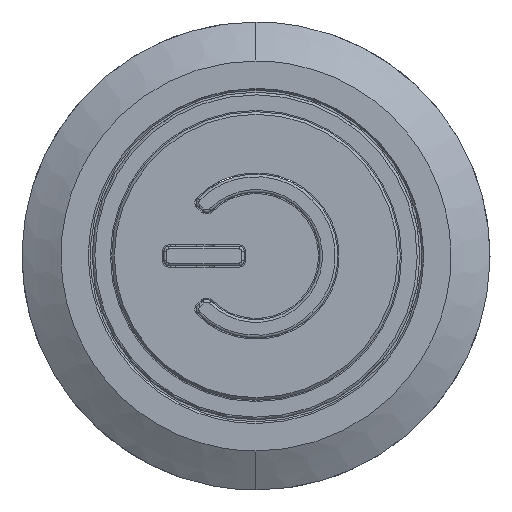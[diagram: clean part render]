
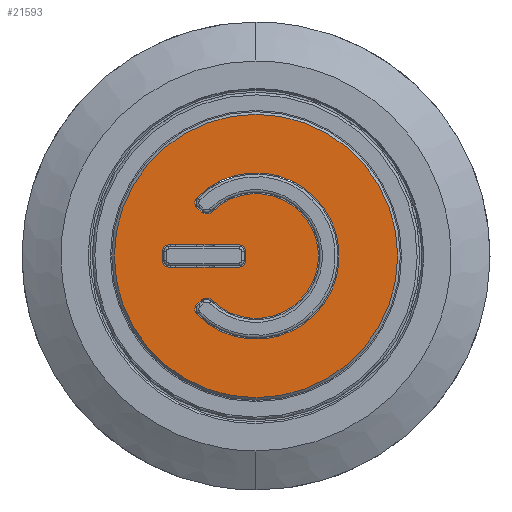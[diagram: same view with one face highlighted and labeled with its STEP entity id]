
A CAD part, left-side view. The second image highlights one B-rep face of the part: STEP entity #21593.
In plain terms, the highlighted planar face has unit normal (-1, 0, 0).
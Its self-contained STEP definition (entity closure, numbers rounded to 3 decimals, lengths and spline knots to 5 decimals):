
#385=FACE_BOUND('',#1914,.T.);
#386=FACE_BOUND('',#1915,.T.);
#483=CIRCLE('',#22806,0.21457);
#484=CIRCLE('',#22807,0.01181);
#485=CIRCLE('',#22808,0.12598);
#486=CIRCLE('',#22809,0.01181);
#487=CIRCLE('',#22810,0.01181);
#488=CIRCLE('',#22811,0.09449);
#489=CIRCLE('',#22812,0.01181);
#490=CIRCLE('',#22813,0.00984);
#491=CIRCLE('',#22814,0.00984);
#492=CIRCLE('',#22815,0.00984);
#493=CIRCLE('',#22816,0.00984);
#741=FACE_OUTER_BOUND('',#1913,.T.);
#1913=EDGE_LOOP('',(#14122));
#1914=EDGE_LOOP('',(#14123,#14124,#14125,#14126,#14127,#14128,#14129,#14130));
#1915=EDGE_LOOP('',(#14131,#14132,#14133,#14134,#14135,#14136,#14137,#14138));
#3143=LINE('',#28250,#5328);
#3144=LINE('',#28258,#5329);
#3145=LINE('',#28266,#5330);
#3146=LINE('',#28270,#5331);
#3147=LINE('',#28274,#5332);
#3148=LINE('',#28278,#5333);
#5328=VECTOR('',#23915,0.00791);
#5329=VECTOR('',#23922,0.00791);
#5330=VECTOR('',#23929,0.1063);
#5331=VECTOR('',#23932,0.01378);
#5332=VECTOR('',#23935,0.1063);
#5333=VECTOR('',#23938,0.01378);
#8491=VERTEX_POINT('',#28246);
#8492=VERTEX_POINT('',#28248);
#8493=VERTEX_POINT('',#28249);
#8494=VERTEX_POINT('',#28251);
#8495=VERTEX_POINT('',#28253);
#8496=VERTEX_POINT('',#28255);
#8497=VERTEX_POINT('',#28257);
#8498=VERTEX_POINT('',#28259);
#8499=VERTEX_POINT('',#28261);
#8500=VERTEX_POINT('',#28264);
#8501=VERTEX_POINT('',#28265);
#8502=VERTEX_POINT('',#28267);
#8503=VERTEX_POINT('',#28269);
#8504=VERTEX_POINT('',#28271);
#8505=VERTEX_POINT('',#28273);
#8506=VERTEX_POINT('',#28275);
#8507=VERTEX_POINT('',#28277);
#10714=EDGE_CURVE('',#8491,#8491,#483,.T.);
#10715=EDGE_CURVE('',#8492,#8493,#3143,.T.);
#10716=EDGE_CURVE('',#8494,#8492,#484,.T.);
#10717=EDGE_CURVE('',#8495,#8494,#485,.T.);
#10718=EDGE_CURVE('',#8496,#8495,#486,.T.);
#10719=EDGE_CURVE('',#8497,#8496,#3144,.T.);
#10720=EDGE_CURVE('',#8498,#8497,#487,.T.);
#10721=EDGE_CURVE('',#8498,#8499,#488,.T.);
#10722=EDGE_CURVE('',#8493,#8499,#489,.T.);
#10723=EDGE_CURVE('',#8500,#8501,#3145,.T.);
#10724=EDGE_CURVE('',#8502,#8500,#490,.T.);
#10725=EDGE_CURVE('',#8503,#8502,#3146,.T.);
#10726=EDGE_CURVE('',#8504,#8503,#491,.T.);
#10727=EDGE_CURVE('',#8505,#8504,#3147,.T.);
#10728=EDGE_CURVE('',#8506,#8505,#492,.T.);
#10729=EDGE_CURVE('',#8507,#8506,#3148,.T.);
#10730=EDGE_CURVE('',#8501,#8507,#493,.T.);
#14122=ORIENTED_EDGE('',*,*,#10714,.T.);
#14123=ORIENTED_EDGE('',*,*,#10715,.F.);
#14124=ORIENTED_EDGE('',*,*,#10716,.F.);
#14125=ORIENTED_EDGE('',*,*,#10717,.F.);
#14126=ORIENTED_EDGE('',*,*,#10718,.F.);
#14127=ORIENTED_EDGE('',*,*,#10719,.F.);
#14128=ORIENTED_EDGE('',*,*,#10720,.F.);
#14129=ORIENTED_EDGE('',*,*,#10721,.T.);
#14130=ORIENTED_EDGE('',*,*,#10722,.F.);
#14131=ORIENTED_EDGE('',*,*,#10723,.F.);
#14132=ORIENTED_EDGE('',*,*,#10724,.F.);
#14133=ORIENTED_EDGE('',*,*,#10725,.F.);
#14134=ORIENTED_EDGE('',*,*,#10726,.F.);
#14135=ORIENTED_EDGE('',*,*,#10727,.F.);
#14136=ORIENTED_EDGE('',*,*,#10728,.F.);
#14137=ORIENTED_EDGE('',*,*,#10729,.F.);
#14138=ORIENTED_EDGE('',*,*,#10730,.F.);
#20841=PLANE('',#22805);
#21593=ADVANCED_FACE('',(#741,#385,#386),#20841,.F.);
#22805=AXIS2_PLACEMENT_3D('',#28245,#23911,#23912);
#22806=AXIS2_PLACEMENT_3D('',#28247,#23913,#23914);
#22807=AXIS2_PLACEMENT_3D('',#28252,#23916,#23917);
#22808=AXIS2_PLACEMENT_3D('',#28254,#23918,#23919);
#22809=AXIS2_PLACEMENT_3D('',#28256,#23920,#23921);
#22810=AXIS2_PLACEMENT_3D('',#28260,#23923,#23924);
#22811=AXIS2_PLACEMENT_3D('',#28262,#23925,#23926);
#22812=AXIS2_PLACEMENT_3D('',#28263,#23927,#23928);
#22813=AXIS2_PLACEMENT_3D('',#28268,#23930,#23931);
#22814=AXIS2_PLACEMENT_3D('',#28272,#23933,#23934);
#22815=AXIS2_PLACEMENT_3D('',#28276,#23936,#23937);
#22816=AXIS2_PLACEMENT_3D('',#28279,#23939,#23940);
#23911=DIRECTION('center_axis',(1.,0.,0.));
#23912=DIRECTION('ref_axis',(0.,0.,
1.));
#23913=DIRECTION('center_axis',(-1.,0.,0.));
#23914=DIRECTION('ref_axis',(0.,0.,
-1.));
#23915=DIRECTION('',(0.,-0.766,-0.643));
#23916=DIRECTION('center_axis',(-1.,0.,0.));
#23917=DIRECTION('ref_axis',(0.,0.718,0.696));
#23918=DIRECTION('center_axis',(-1.,0.,0.));
#23919=DIRECTION('ref_axis',(0.,0.709,-0.705));
#23920=DIRECTION('center_axis',(-1.,0.,0.));
#23921=DIRECTION('ref_axis',(0.,0.643,0.766));
#23922=DIRECTION('',(0.,0.766,-0.643));
#23923=DIRECTION('center_axis',(-1.,0.,0.));
#23924=DIRECTION('ref_axis',(0.,-0.703,0.711));
#23925=DIRECTION('center_axis',(-1.,0.,0.));
#23926=DIRECTION('ref_axis',(0.,0.703,-0.711));
#23927=DIRECTION('center_axis',(-1.,0.,0.));
#23928=DIRECTION('ref_axis',(0.,0.643,-0.766));
#23929=DIRECTION('',(0.,-1.,0.));
#23930=DIRECTION('center_axis',(-1.,0.,0.));
#23931=DIRECTION('ref_axis',(0.,1.,0.));
#23932=DIRECTION('',(0.,0.,-1.));
#23933=DIRECTION('center_axis',(-1.,0.,0.));
#23934=DIRECTION('ref_axis',(0.,0.,
1.));
#23935=DIRECTION('',(0.,1.,0.));
#23936=DIRECTION('center_axis',(-1.,0.,0.));
#23937=DIRECTION('ref_axis',(0.,-1.,0.));
#23938=DIRECTION('',(0.,0.,1.));
#23939=DIRECTION('center_axis',(-1.,0.,0.));
#23940=DIRECTION('ref_axis',(0.,0.,
-1.));
#28245=CARTESIAN_POINT('Origin',(-0.24409,0.,
0.));
#28246=CARTESIAN_POINT('',(-0.24409,0.21457,0.));
#28247=CARTESIAN_POINT('Origin',(-0.24409,0.,
0.));
#28248=CARTESIAN_POINT('',(-0.24409,0.0884,0.07161));
#28249=CARTESIAN_POINT('',(-0.24409,0.08235,0.06653));
#28250=CARTESIAN_POINT('',(-0.24409,0.0884,0.07161));
#28251=CARTESIAN_POINT('',(-0.24409,0.08929,0.08888));
#28252=CARTESIAN_POINT('Origin',(-0.24409,0.08081,
0.08066));
#28253=CARTESIAN_POINT('',(-0.24409,0.08929,-0.08888));
#28254=CARTESIAN_POINT('Origin',(-0.24409,0.,
0.));
#28255=CARTESIAN_POINT('',(-0.24409,0.0884,-0.07161));
#28256=CARTESIAN_POINT('Origin',(-0.24409,0.08081,
-0.08066));
#28257=CARTESIAN_POINT('',(-0.24409,0.08235,-0.06653));
#28258=CARTESIAN_POINT('',(-0.24409,0.08235,-0.06653));
#28259=CARTESIAN_POINT('',(-0.24409,0.06645,-0.06718));
#28260=CARTESIAN_POINT('Origin',(-0.24409,0.07475,
-0.07557));
#28261=CARTESIAN_POINT('',(-0.24409,0.06645,0.06718));
#28262=CARTESIAN_POINT('Origin',(-0.24409,0.,
0.));
#28263=CARTESIAN_POINT('Origin',(-0.24409,0.07475,
0.07557));
#28264=CARTESIAN_POINT('',(-0.24409,0.13189,-0.01673));
#28265=CARTESIAN_POINT('',(-0.24409,0.02559,-0.01673));
#28266=CARTESIAN_POINT('',(-0.24409,0.13189,-0.01673));
#28267=CARTESIAN_POINT('',(-0.24409,0.14173,-0.00689));
#28268=CARTESIAN_POINT('Origin',(-0.24409,0.13189,-0.00689));
#28269=CARTESIAN_POINT('',(-0.24409,0.14173,0.00689));
#28270=CARTESIAN_POINT('',(-0.24409,0.14173,0.00689));
#28271=CARTESIAN_POINT('',(-0.24409,0.13189,0.01673));
#28272=CARTESIAN_POINT('Origin',(-0.24409,0.13189,0.00689));
#28273=CARTESIAN_POINT('',(-0.24409,0.02559,0.01673));
#28274=CARTESIAN_POINT('',(-0.24409,0.02559,0.01673));
#28275=CARTESIAN_POINT('',(-0.24409,0.01575,0.00689));
#28276=CARTESIAN_POINT('Origin',(-0.24409,0.02559,
0.00689));
#28277=CARTESIAN_POINT('',(-0.24409,0.01575,-0.00689));
#28278=CARTESIAN_POINT('',(-0.24409,0.01575,-0.00689));
#28279=CARTESIAN_POINT('Origin',(-0.24409,0.02559,
-0.00689));
